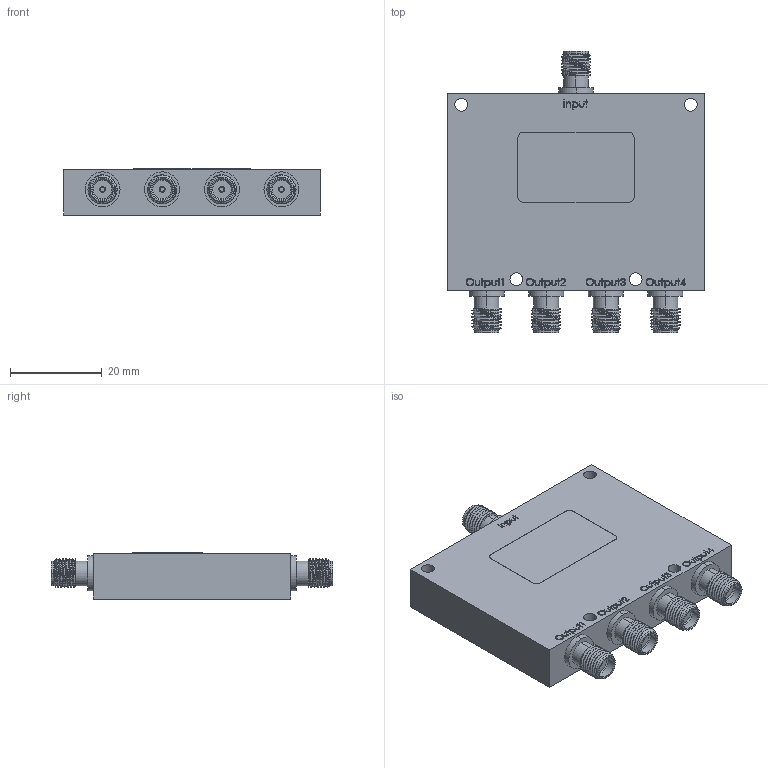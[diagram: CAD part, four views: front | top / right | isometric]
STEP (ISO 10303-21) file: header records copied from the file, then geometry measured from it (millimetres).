
FILE_DESCRIPTION (( 'STEP AP214' ), '1' );
FILE_NAME ('PE20DV1046-FMDV1046.step', '2020-05-18T18:49:18', ( '' ), ( '' ), 'SwSTEP 2.0', 'SolidWorks 2018', '' );
FILE_SCHEMA (( 'AUTOMOTIVE_DESIGN' ));
Length unit declared in the file: inch
Products named in the file (1): PE20DV1046-FMDV1046
Bounding box: 56 x 61.29 x 10.05 mm (x, y, z)
Volume: 24981.7 mm3; surface area: 8509.3 mm2
Topology: 1 solids, 1 shells, 650 faces, 1692 edges, 1118 vertices
Faces by surface type: plane 311, bspline 167, cylinder 137, cone 35
Entity records: 35333 total; most frequent: CARTESIAN_POINT 20772, ORIENTED_EDGE 3384, DIRECTION 2340, EDGE_CURVE 1692, VERTEX_POINT 1118, VECTOR 1024, LINE 1024, EDGE_LOOP 732
